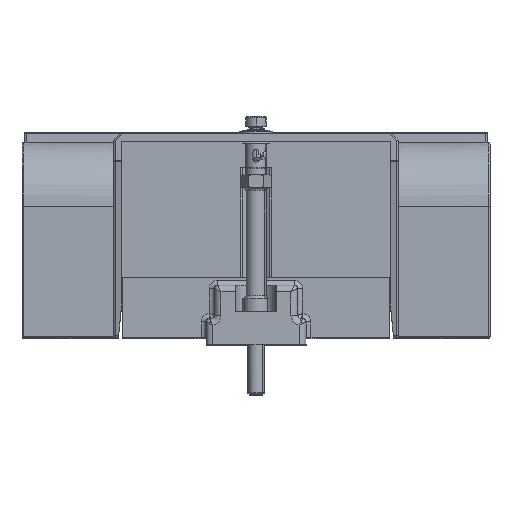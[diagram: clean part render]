
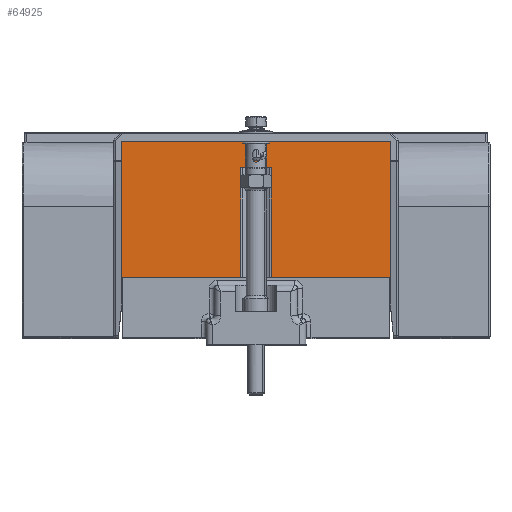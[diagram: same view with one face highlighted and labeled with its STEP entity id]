
A CAD part, top view. The second image highlights one B-rep face of the part: STEP entity #64925.
In plain terms, the highlighted planar face has unit normal (0, 0, 1).
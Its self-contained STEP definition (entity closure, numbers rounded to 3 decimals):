
#4716=DIRECTION('',(0.,-1.,0.));
#4717=VECTOR('',#4716,40.8);
#4718=CARTESIAN_POINT('',(-40.3,61.,113.));
#4719=LINE('',#4718,#4717);
#4865=DIRECTION('',(-1.,0.,0.));
#4866=VECTOR('',#4865,35.782);
#4867=CARTESIAN_POINT('',(-4.518,20.2,113.));
#4868=LINE('',#4867,#4866);
#4869=DIRECTION('',(-1.,0.,0.));
#4870=VECTOR('',#4869,35.782);
#4871=CARTESIAN_POINT('',(40.3,20.2,113.));
#4872=LINE('',#4871,#4870);
#4873=DIRECTION('',(0.,-1.,0.));
#4874=VECTOR('',#4873,32.8);
#4875=CARTESIAN_POINT('',(4.518,53.,113.));
#4876=LINE('',#4875,#4874);
#4877=DIRECTION('',(0.,1.,0.));
#4878=VECTOR('',#4877,32.8);
#4879=CARTESIAN_POINT('',(-4.518,20.2,113.));
#4880=LINE('',#4879,#4878);
#4956=DIRECTION('',(1.,0.,0.));
#4957=VECTOR('',#4956,9.035);
#4958=CARTESIAN_POINT('',(-4.518,53.,113.));
#4959=LINE('',#4958,#4957);
#4984=DIRECTION('',(0.,-1.,0.));
#4985=VECTOR('',#4984,40.8);
#4986=CARTESIAN_POINT('',(40.3,61.,113.));
#4987=LINE('',#4986,#4985);
#5129=DIRECTION('',(1.,0.,0.));
#5130=VECTOR('',#5129,80.6);
#5131=CARTESIAN_POINT('',(-40.3,61.,113.));
#5132=LINE('',#5131,#5130);
#56410=CARTESIAN_POINT('',(-40.3,61.,113.));
#56411=CARTESIAN_POINT('',(40.3,61.,113.));
#56412=VERTEX_POINT('',#56410);
#56413=VERTEX_POINT('',#56411);
#56422=CARTESIAN_POINT('',(4.518,53.,113.));
#56423=VERTEX_POINT('',#56422);
#56424=CARTESIAN_POINT('',(-4.518,53.,113.));
#56425=VERTEX_POINT('',#56424);
#57433=CARTESIAN_POINT('',(-4.518,20.2,113.));
#57434=CARTESIAN_POINT('',(-40.3,20.2,113.));
#57435=VERTEX_POINT('',#57433);
#57436=VERTEX_POINT('',#57434);
#57451=CARTESIAN_POINT('',(4.518,20.2,113.));
#57452=VERTEX_POINT('',#57451);
#57455=CARTESIAN_POINT('',(40.3,20.2,113.));
#57456=VERTEX_POINT('',#57455);
#64903=CARTESIAN_POINT('',(40.3,61.,113.));
#64904=DIRECTION('',(0.,0.,1.));
#64905=DIRECTION('',(-1.,0.,0.));
#64906=AXIS2_PLACEMENT_3D('',#64903,#64904,#64905);
#64907=PLANE('',#64906);
#64909=ORIENTED_EDGE('',*,*,#64908,.T.);
#64910=ORIENTED_EDGE('',*,*,#64815,.F.);
#64912=ORIENTED_EDGE('',*,*,#64911,.T.);
#64914=ORIENTED_EDGE('',*,*,#64913,.T.);
#64916=ORIENTED_EDGE('',*,*,#64915,.T.);
#64918=ORIENTED_EDGE('',*,*,#64917,.F.);
#64920=ORIENTED_EDGE('',*,*,#64919,.F.);
#64922=ORIENTED_EDGE('',*,*,#64921,.F.);
#64923=EDGE_LOOP('',(#64909,#64910,#64912,#64914,#64916,#64918,#64920,#64922));
#64924=FACE_OUTER_BOUND('',#64923,.F.);
#64925=ADVANCED_FACE('',(#64924),#64907,.T.);
#64815=EDGE_CURVE('',#56412,#57436,#4719,.T.);
#64908=EDGE_CURVE('',#57435,#57436,#4868,.T.);
#64911=EDGE_CURVE('',#56412,#56413,#5132,.T.);
#64913=EDGE_CURVE('',#56413,#57456,#4987,.T.);
#64915=EDGE_CURVE('',#57456,#57452,#4872,.T.);
#64917=EDGE_CURVE('',#56423,#57452,#4876,.T.);
#64919=EDGE_CURVE('',#56425,#56423,#4959,.T.);
#64921=EDGE_CURVE('',#57435,#56425,#4880,.T.);
